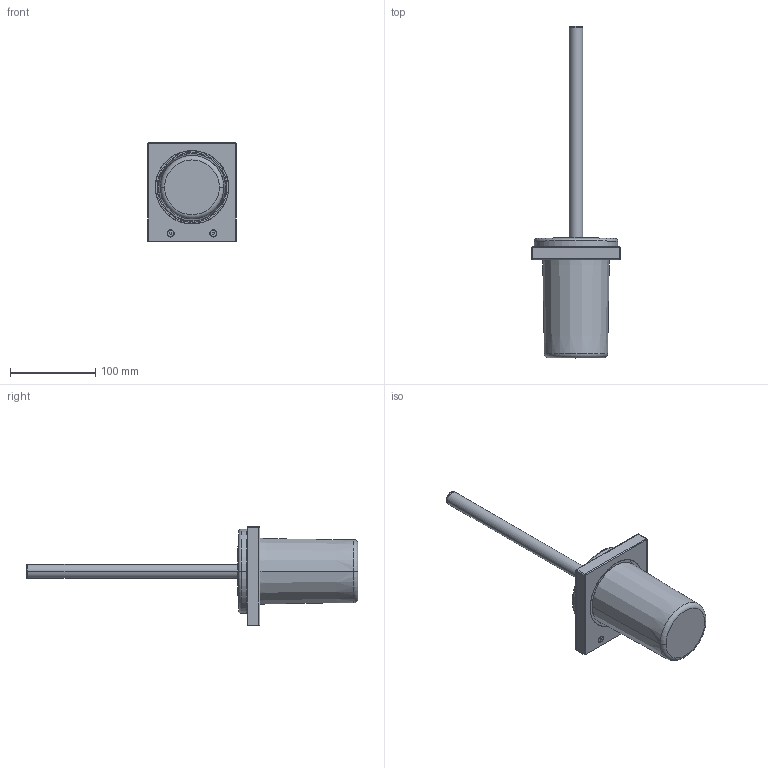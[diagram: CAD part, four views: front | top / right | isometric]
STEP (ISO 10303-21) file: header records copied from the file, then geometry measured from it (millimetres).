
FILE_DESCRIPTION (( 'STEP AP203' ), '1' );
FILE_NAME ('31025A-00-00.STEP', '2023-03-28T06:03:16', ( 'Windows User' ), ( 'P R C' ), 'SwSTEP 2.0', 'SolidWorks 2015', '' );
FILE_SCHEMA (( 'CONFIG_CONTROL_DESIGN' ));
Length unit declared in the file: millimetre
Products named in the file (1): 31025A-00-00
Bounding box: 104 x 389.02 x 115 mm (x, y, z)
Surface area: 92508.2 mm2 (no closed solid volume)
Topology: 0 solids, 10 shells, 125 faces, 371 edges, 250 vertices
Faces by surface type: plane 45, cylinder 43, torus 21, cone 8, sphere 8
Entity records: 4322 total; most frequent: CARTESIAN_POINT 891, DIRECTION 771, ORIENTED_EDGE 605, EDGE_CURVE 367, AXIS2_PLACEMENT_3D 306, VERTEX_POINT 250, CIRCLE 180, LINE 159
